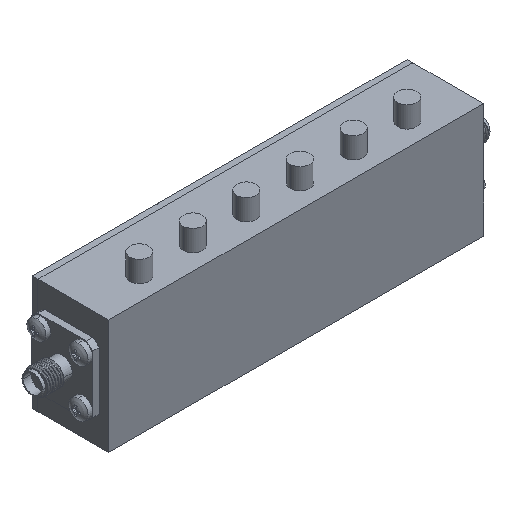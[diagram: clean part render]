
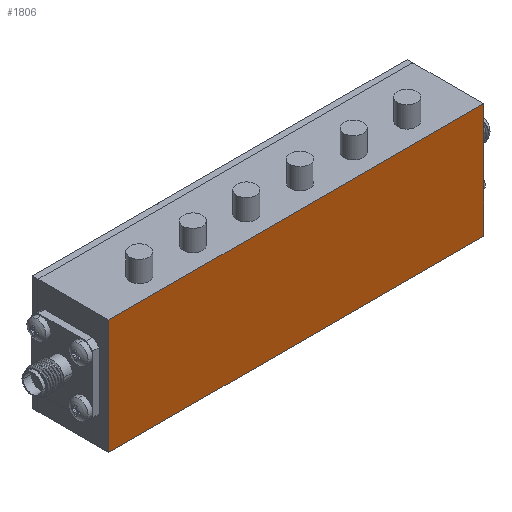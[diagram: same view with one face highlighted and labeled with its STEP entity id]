
A CAD part, isometric view. The second image highlights one B-rep face of the part: STEP entity #1806.
In plain terms, the highlighted planar face has unit normal (0, -1, 0).
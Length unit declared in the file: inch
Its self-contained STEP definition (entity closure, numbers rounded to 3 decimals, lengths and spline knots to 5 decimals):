
#586 = EDGE_CURVE ( 'NONE', #5982, #6002, #3447, .T. ) ;
#812 = FACE_OUTER_BOUND ( 'NONE', #3284, .T. ) ;
#831 = CARTESIAN_POINT ( 'NONE',  ( 1.92913, 0., 0.59055 ) ) ;
#1292 = LINE ( 'NONE', #3323, #2271 ) ;
#1359 = DIRECTION ( 'NONE',  ( 0., 1., 0. ) ) ;
#1521 = CARTESIAN_POINT ( 'NONE',  ( -1.92913, 0., 0.59055 ) ) ;
#1806 = ADVANCED_FACE ( 'NONE', ( #812 ), #3945, .F. ) ;
#2271 = VECTOR ( 'NONE', #3950, 39.37008 ) ;
#2356 = EDGE_CURVE ( 'NONE', #6565, #5982, #1292, .T. ) ;
#2471 = EDGE_CURVE ( 'NONE', #6002, #4012, #2645, .T. ) ;
#2550 = DIRECTION ( 'NONE',  ( 0., 0., -1. ) ) ;
#2645 = LINE ( 'NONE', #1521, #5193 ) ;
#3284 = EDGE_LOOP ( 'NONE', ( #5556, #4731, #3764, #3873 ) ) ;
#3323 = CARTESIAN_POINT ( 'NONE',  ( -1.92913, 0., -0.59055 ) ) ;
#3424 = DIRECTION ( 'NONE',  ( 1., 0., 0. ) ) ;
#3447 = LINE ( 'NONE', #4462, #6196 ) ;
#3764 = ORIENTED_EDGE ( 'NONE', *, *, #5174, .F. ) ;
#3873 = ORIENTED_EDGE ( 'NONE', *, *, #2471, .F. ) ;
#3945 = PLANE ( 'NONE',  #4452 ) ;
#3950 = DIRECTION ( 'NONE',  ( -1., 0., 0. ) ) ;
#4012 = VERTEX_POINT ( 'NONE', #831 ) ;
#4158 = CARTESIAN_POINT ( 'NONE',  ( 1.92913, 0., -0.59055 ) ) ;
#4452 = AXIS2_PLACEMENT_3D ( 'NONE', #6021, #1359, #3424 ) ;
#4462 = CARTESIAN_POINT ( 'NONE',  ( -1.92913, 0., -0.59055 ) ) ;
#4681 = VECTOR ( 'NONE', #2550, 39.37008 ) ;
#4705 = DIRECTION ( 'NONE',  ( 1., 0., 0. ) ) ;
#4731 = ORIENTED_EDGE ( 'NONE', *, *, #2356, .F. ) ;
#4940 = DIRECTION ( 'NONE',  ( 0., 0., 1. ) ) ;
#5174 = EDGE_CURVE ( 'NONE', #4012, #6565, #6231, .T. ) ;
#5193 = VECTOR ( 'NONE', #4705, 39.37008 ) ;
#5556 = ORIENTED_EDGE ( 'NONE', *, *, #586, .F. ) ;
#5982 = VERTEX_POINT ( 'NONE', #6007 ) ;
#6002 = VERTEX_POINT ( 'NONE', #6036 ) ;
#6007 = CARTESIAN_POINT ( 'NONE',  ( -1.92913, 0., -0.59055 ) ) ;
#6021 = CARTESIAN_POINT ( 'NONE',  ( 0., 0., 0. ) ) ;
#6036 = CARTESIAN_POINT ( 'NONE',  ( -1.92913, 0., 0.59055 ) ) ;
#6132 = CARTESIAN_POINT ( 'NONE',  ( 1.92913, 0., -0.59055 ) ) ;
#6196 = VECTOR ( 'NONE', #4940, 39.37008 ) ;
#6231 = LINE ( 'NONE', #6132, #4681 ) ;
#6565 = VERTEX_POINT ( 'NONE', #4158 ) ;
